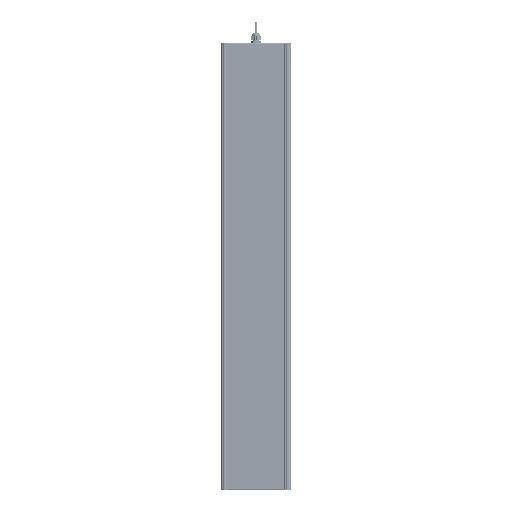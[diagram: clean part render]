
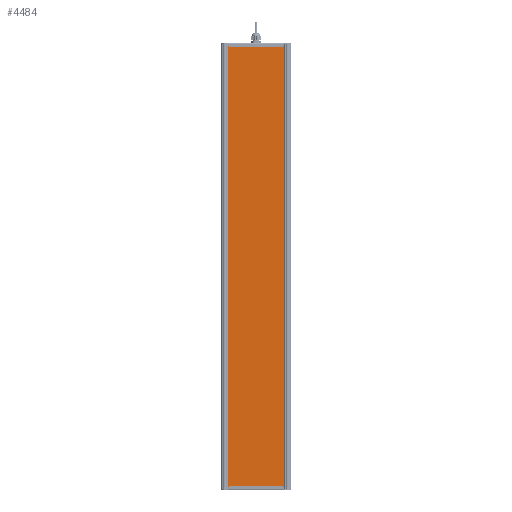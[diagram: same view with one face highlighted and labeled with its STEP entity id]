
A CAD part, front view. The second image highlights one B-rep face of the part: STEP entity #4484.
In plain terms, the highlighted face is planar.
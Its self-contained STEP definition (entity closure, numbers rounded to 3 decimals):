
#4484=ADVANCED_FACE('',(#16993),#16995,.T.);
#16993=FACE_BOUND('',#16994,.T.);
#16994=EDGE_LOOP('',(#48375,#48376,#48377,#48378));
#16995=PLANE('',#16996);
#16996=AXIS2_PLACEMENT_3D('',#16997,#16998,#16999);
#16997=CARTESIAN_POINT('',(2111.497,401.002,-34.582));
#16998=DIRECTION('',(0.,0.,-1.));
#16999=DIRECTION('',(0.,1.,0.));
#48375=ORIENTED_EDGE('',*,*,#56745,.F.);
#48376=ORIENTED_EDGE('',*,*,#56744,.T.);
#48377=ORIENTED_EDGE('',*,*,#56746,.F.);
#48378=ORIENTED_EDGE('',*,*,#56747,.F.);
#56744=EDGE_CURVE('',#63222,#63226,#63228,.T.);
#56745=EDGE_CURVE('',#63222,#63229,#63230,.T.);
#56746=EDGE_CURVE('',#63231,#63226,#63232,.T.);
#56747=EDGE_CURVE('',#63229,#63231,#63233,.T.);
#63222=VERTEX_POINT('',#83446);
#63226=VERTEX_POINT('',#83454);
#63228=LINE('',#83458,#83459);
#63229=VERTEX_POINT('',#83461);
#63230=LINE('',#83462,#83463);
#63231=VERTEX_POINT('',#83465);
#63232=LINE('',#83466,#83467);
#63233=LINE('',#83469,#83470);
#83446=CARTESIAN_POINT('',(2111.497,565.13,-34.582));
#83454=CARTESIAN_POINT('',(3307.497,565.13,-34.582));
#83458=CARTESIAN_POINT('',(2111.497,565.13,-34.582));
#83459=VECTOR('',#83460,1.);
#83460=DIRECTION('',(1.,0.,0.));
#83461=CARTESIAN_POINT('',(2111.497,401.002,-34.582));
#83462=CARTESIAN_POINT('',(2111.497,565.13,-34.582));
#83463=VECTOR('',#83464,1.);
#83464=DIRECTION('',(0.,-1.,0.));
#83465=CARTESIAN_POINT('',(3307.497,401.002,-34.582));
#83466=CARTESIAN_POINT('',(3307.497,401.002,-34.582));
#83467=VECTOR('',#83468,1.);
#83468=DIRECTION('',(0.,1.,0.));
#83469=CARTESIAN_POINT('',(2111.497,401.002,-34.582));
#83470=VECTOR('',#83471,1.);
#83471=DIRECTION('',(1.,0.,0.));
